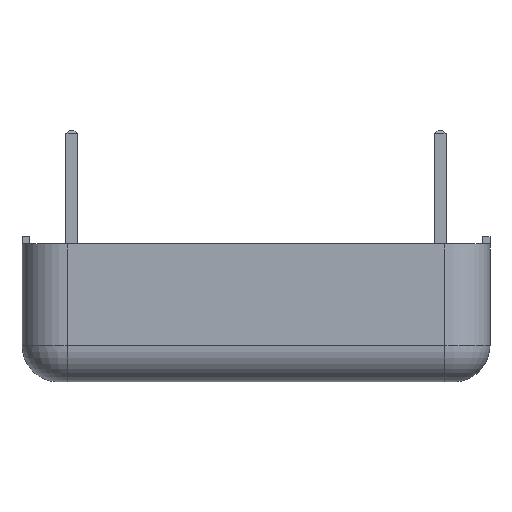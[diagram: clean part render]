
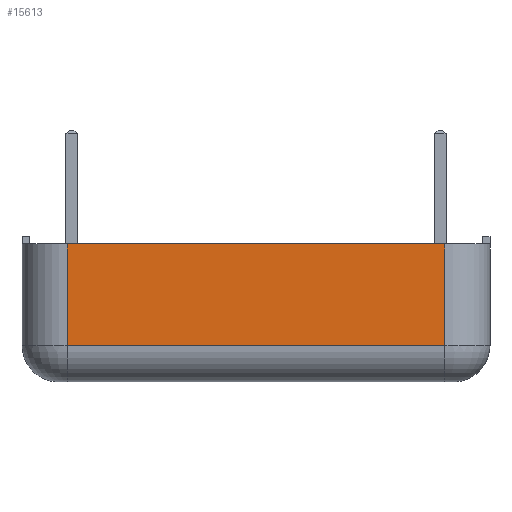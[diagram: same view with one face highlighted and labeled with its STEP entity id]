
A CAD part, left-side view. The second image highlights one B-rep face of the part: STEP entity #15613.
In plain terms, the highlighted planar face has unit normal (-1, 0, 0).
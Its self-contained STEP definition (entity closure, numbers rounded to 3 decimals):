
#90=PLANE('',#16635);
#770=VECTOR('',#17850,1.);
#795=VECTOR('',#17892,1.);
#796=VECTOR('',#17894,1.);
#797=VECTOR('',#17895,1.);
#2545=LINE('',#21321,#770);
#2570=LINE('',#21378,#795);
#2571=LINE('',#21380,#796);
#2572=LINE('',#21382,#797);
#4328=VERTEX_POINT('',#21308);
#4332=VERTEX_POINT('',#21320);
#4353=VERTEX_POINT('',#21377);
#4354=VERTEX_POINT('',#21381);
#6214=EDGE_CURVE('',#4332,#4328,#2545,.T.);
#6246=EDGE_CURVE('',#4328,#4353,#2570,.T.);
#6247=EDGE_CURVE('',#4354,#4353,#2571,.T.);
#6248=EDGE_CURVE('',#4354,#4332,#2572,.T.);
#8558=ORIENTED_EDGE('',*,*,#6247,.T.);
#8559=ORIENTED_EDGE('',*,*,#6246,.F.);
#8560=ORIENTED_EDGE('',*,*,#6214,.F.);
#8561=ORIENTED_EDGE('',*,*,#6248,.F.);
#13052=EDGE_LOOP('',(#8558,#8559,#8560,#8561));
#14333=FACE_BOUND('',#13052,.T.);
#15613=ADVANCED_FACE('',(#14333),#90,.T.);
#16635=AXIS2_PLACEMENT_3D('',#21379,#17893,$);
#17850=DIRECTION('',(0.,1.,0.));
#17892=DIRECTION('',(0.,0.,1.));
#17893=DIRECTION('',(-1.,0.,0.));
#17894=DIRECTION('',(0.,1.,0.));
#17895=DIRECTION('',(0.,0.,-1.));
#21308=CARTESIAN_POINT('',(-16.15,10.4,2.));
#21320=CARTESIAN_POINT('',(-16.15,-10.4,2.));
#21321=CARTESIAN_POINT('',(-16.15,0.,2.));
#21377=CARTESIAN_POINT('',(-16.15,10.4,7.6));
#21378=CARTESIAN_POINT('',(-16.15,10.4,0.));
#21379=CARTESIAN_POINT('',(-16.15,0.,0.));
#21380=CARTESIAN_POINT('',(-16.15,-14.603,7.6));
#21381=CARTESIAN_POINT('',(-16.15,-10.4,7.6));
#21382=CARTESIAN_POINT('',(-16.15,-10.4,0.));
